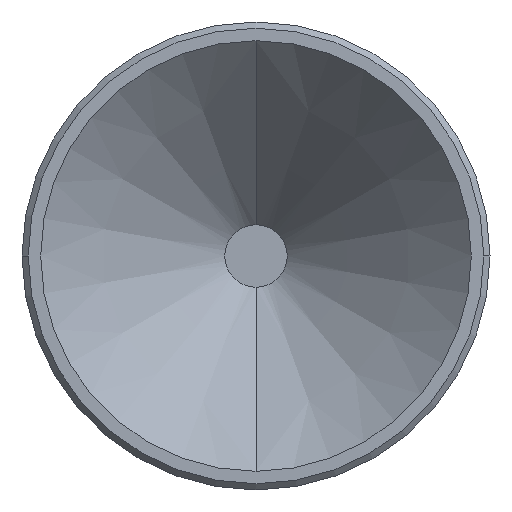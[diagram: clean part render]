
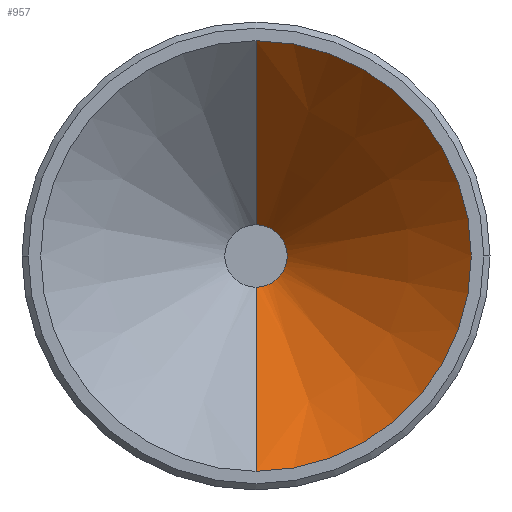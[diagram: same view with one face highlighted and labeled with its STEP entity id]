
A CAD part, left-side view. The second image highlights one B-rep face of the part: STEP entity #957.
In plain terms, the highlighted conical face has half-angle 45 degrees and reference radius 0.127 mm.
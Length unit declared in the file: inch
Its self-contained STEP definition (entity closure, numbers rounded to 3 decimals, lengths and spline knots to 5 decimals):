
#53 = DIRECTION ( 'NONE',  ( 0., 0., 1. ) ) ;
#84 = ORIENTED_EDGE ( 'NONE', *, *, #633, .F. ) ;
#205 = DIRECTION ( 'NONE',  ( -1., 0., 0. ) ) ;
#252 = EDGE_LOOP ( 'NONE', ( #1622, #513, #431, #84 ) ) ;
#261 = DIRECTION ( 'NONE',  ( -0.707, 0., -0.707 ) ) ;
#343 = CARTESIAN_POINT ( 'NONE',  ( -0.2105, 0., 0.005 ) ) ;
#431 = ORIENTED_EDGE ( 'NONE', *, *, #1566, .T. ) ;
#468 = FACE_OUTER_BOUND ( 'NONE', #252, .T. ) ;
#469 = DIRECTION ( 'NONE',  ( -0.707, 0., 0.707 ) ) ;
#513 = ORIENTED_EDGE ( 'NONE', *, *, #529, .T. ) ;
#529 = EDGE_CURVE ( 'NONE', #1235, #1030, #758, .T. ) ;
#633 = EDGE_CURVE ( 'NONE', #693, #1402, #1107, .T. ) ;
#680 = CIRCLE ( 'NONE', #1555, 0.005 ) ;
#693 = VERTEX_POINT ( 'NONE', #1259 ) ;
#751 = DIRECTION ( 'NONE',  ( 0., 0., 1. ) ) ;
#758 = LINE ( 'NONE', #1138, #1044 ) ;
#832 = AXIS2_PLACEMENT_3D ( 'NONE', #1335, #1418, #751 ) ;
#867 = DIRECTION ( 'NONE',  ( -1., 0., 0. ) ) ;
#945 = CARTESIAN_POINT ( 'NONE',  ( -0.2105, 0., -0.005 ) ) ;
#957 = ADVANCED_FACE ( 'NONE', ( #468 ), #1579, .F. ) ;
#1030 = VERTEX_POINT ( 'NONE', #1215 ) ;
#1044 = VECTOR ( 'NONE', #261, 39.37008 ) ;
#1107 = LINE ( 'NONE', #343, #1375 ) ;
#1138 = CARTESIAN_POINT ( 'NONE',  ( -0.2105, 0., -0.005 ) ) ;
#1207 = CIRCLE ( 'NONE', #1658, 0.0345 ) ;
#1215 = CARTESIAN_POINT ( 'NONE',  ( -0.24, 0., -0.0345 ) ) ;
#1235 = VERTEX_POINT ( 'NONE', #945 ) ;
#1259 = CARTESIAN_POINT ( 'NONE',  ( -0.2105, 0., 0.005 ) ) ;
#1335 = CARTESIAN_POINT ( 'NONE',  ( -0.2105, 0., 0. ) ) ;
#1368 = CARTESIAN_POINT ( 'NONE',  ( -0.24, 0., 0. ) ) ;
#1370 = EDGE_CURVE ( 'NONE', #1235, #693, #680, .T. ) ;
#1375 = VECTOR ( 'NONE', #469, 39.37008 ) ;
#1389 = DIRECTION ( 'NONE',  ( 0., 0., 1. ) ) ;
#1402 = VERTEX_POINT ( 'NONE', #1562 ) ;
#1418 = DIRECTION ( 'NONE',  ( -1., 0., 0. ) ) ;
#1523 = CARTESIAN_POINT ( 'NONE',  ( -0.2105, 0., 0. ) ) ;
#1555 = AXIS2_PLACEMENT_3D ( 'NONE', #1523, #867, #1389 ) ;
#1562 = CARTESIAN_POINT ( 'NONE',  ( -0.24, 0., 0.0345 ) ) ;
#1566 = EDGE_CURVE ( 'NONE', #1030, #1402, #1207, .T. ) ;
#1579 = CONICAL_SURFACE ( 'NONE', #832, 0.005, 0.785 ) ;
#1622 = ORIENTED_EDGE ( 'NONE', *, *, #1370, .F. ) ;
#1658 = AXIS2_PLACEMENT_3D ( 'NONE', #1368, #205, #53 ) ;
